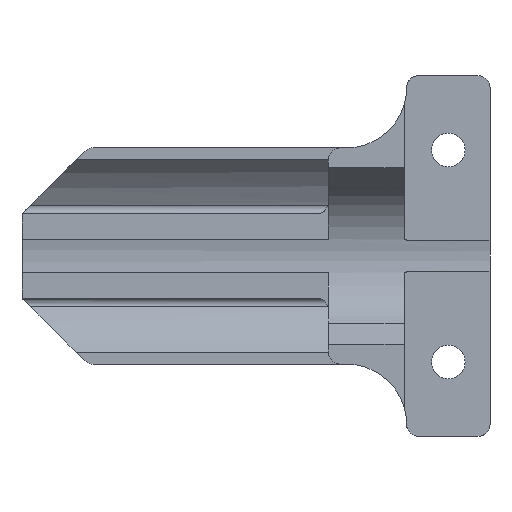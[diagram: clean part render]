
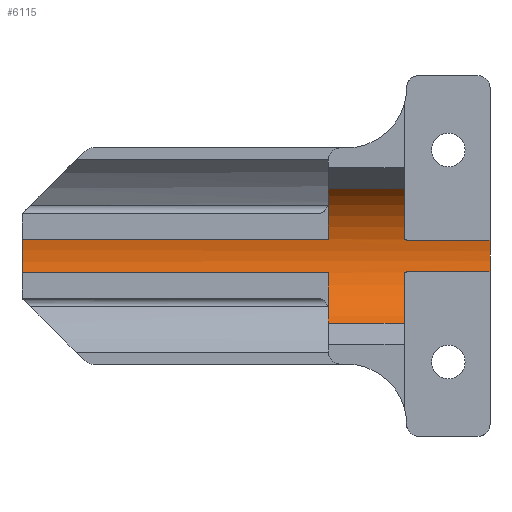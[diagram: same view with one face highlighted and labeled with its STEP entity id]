
A CAD part, front view. The second image highlights one B-rep face of the part: STEP entity #6115.
In plain terms, the highlighted cylindrical face has radius 6.65 mm (diameter 13.3 mm), a partial arc.
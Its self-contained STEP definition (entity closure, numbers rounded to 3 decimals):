
#101 = CARTESIAN_POINT ( 'NONE',  ( -9.97, -2.918, 5.603 ) ) ;
#358 = EDGE_CURVE ( 'NONE', #5572, #1378, #521, .T. ) ;
#521 = CIRCLE ( 'NONE', #2306, 6.65 ) ;
#567 = DIRECTION ( 'NONE',  ( 0., 0., 1. ) ) ;
#667 = ORIENTED_EDGE ( 'NONE', *, *, #8722, .T. ) ;
#669 = ORIENTED_EDGE ( 'NONE', *, *, #8781, .F. ) ;
#709 = DIRECTION ( 'NONE',  ( -1., 0., 0. ) ) ;
#744 = CARTESIAN_POINT ( 'NONE',  ( -3.67, 0., -1.404 ) ) ;
#809 = ORIENTED_EDGE ( 'NONE', *, *, #1536, .F. ) ;
#863 = LINE ( 'NONE', #9394, #1539 ) ;
#945 = ORIENTED_EDGE ( 'NONE', *, *, #3467, .F. ) ;
#1021 = CARTESIAN_POINT ( 'NONE',  ( -0.657, 0., -1.404 ) ) ;
#1065 = ORIENTED_EDGE ( 'NONE', *, *, #358, .T. ) ;
#1191 = DIRECTION ( 'NONE',  ( 1., 0., 0. ) ) ;
#1235 = DIRECTION ( 'NONE',  ( -1., 0., 0. ) ) ;
#1251 = ORIENTED_EDGE ( 'NONE', *, *, #10174, .T. ) ;
#1295 = AXIS2_PLACEMENT_3D ( 'NONE', #5889, #709, #7912 ) ;
#1305 = DIRECTION ( 'NONE',  ( -1., 0., 0. ) ) ;
#1352 = DIRECTION ( 'NONE',  ( 0., 0., 1. ) ) ;
#1366 = ORIENTED_EDGE ( 'NONE', *, *, #11153, .F. ) ;
#1370 = DIRECTION ( 'NONE',  ( 0., 0., 1. ) ) ;
#1378 = VERTEX_POINT ( 'NONE', #13751 ) ;
#1429 = ORIENTED_EDGE ( 'NONE', *, *, #5101, .T. ) ;
#1443 = AXIS2_PLACEMENT_3D ( 'NONE', #1453, #12152, #5727 ) ;
#1453 = CARTESIAN_POINT ( 'NONE',  ( -3.47, -6.5, 0. ) ) ;
#1536 = EDGE_CURVE ( 'NONE', #9325, #9910, #7614, .T. ) ;
#1539 = VECTOR ( 'NONE', #7292, 1000. ) ;
#1715 = VERTEX_POINT ( 'NONE', #2133 ) ;
#1806 = ORIENTED_EDGE ( 'NONE', *, *, #8618, .T. ) ;
#2133 = CARTESIAN_POINT ( 'NONE',  ( -35.47, 0., 1.404 ) ) ;
#2207 = VECTOR ( 'NONE', #12913, 1000. ) ;
#2281 = VERTEX_POINT ( 'NONE', #5044 ) ;
#2306 = AXIS2_PLACEMENT_3D ( 'NONE', #13020, #7724, #1352 ) ;
#2377 = VERTEX_POINT ( 'NONE', #8318 ) ;
#2489 = DIRECTION ( 'NONE',  ( 0., 0., 1. ) ) ;
#2501 = CARTESIAN_POINT ( 'NONE',  ( -0.657, 0., 1.404 ) ) ;
#2532 = VERTEX_POINT ( 'NONE', #12256 ) ;
#2558 = CARTESIAN_POINT ( 'NONE',  ( -3.67, -2.918, -5.603 ) ) ;
#2574 = VERTEX_POINT ( 'NONE', #13433 ) ;
#2784 = CARTESIAN_POINT ( 'NONE',  ( -3.67, -6.5, 0. ) ) ;
#2917 = CARTESIAN_POINT ( 'NONE',  ( -3.47, 0., -1.404 ) ) ;
#2923 = DIRECTION ( 'NONE',  ( -1., 0., 0. ) ) ;
#3047 = VECTOR ( 'NONE', #12004, 1000. ) ;
#3267 = CIRCLE ( 'NONE', #11978, 6.65 ) ;
#3467 = EDGE_CURVE ( 'NONE', #2532, #12128, #10745, .T. ) ;
#3479 = DIRECTION ( 'NONE',  ( -1., 0., 0. ) ) ;
#3526 = AXIS2_PLACEMENT_3D ( 'NONE', #2784, #4614, #5661 ) ;
#3620 = EDGE_CURVE ( 'NONE', #9325, #2377, #8597, .T. ) ;
#3923 = ORIENTED_EDGE ( 'NONE', *, *, #4387, .T. ) ;
#4023 = CARTESIAN_POINT ( 'NONE',  ( -3.47, 0.022, -1.3 ) ) ;
#4115 = VERTEX_POINT ( 'NONE', #2917 ) ;
#4141 = AXIS2_PLACEMENT_3D ( 'NONE', #10117, #5645, #11021 ) ;
#4239 = ORIENTED_EDGE ( 'NONE', *, *, #8692, .F. ) ;
#4255 = DIRECTION ( 'NONE',  ( 1., 0., 0. ) ) ;
#4387 = EDGE_CURVE ( 'NONE', #2281, #4724, #10813, .T. ) ;
#4614 = DIRECTION ( 'NONE',  ( 1., 0., 0. ) ) ;
#4628 = CARTESIAN_POINT ( 'NONE',  ( -3.47, -6.5, 0. ) ) ;
#4724 = VERTEX_POINT ( 'NONE', #7716 ) ;
#4983 = FACE_OUTER_BOUND ( 'NONE', #6159, .T. ) ;
#5044 = CARTESIAN_POINT ( 'NONE',  ( 3.47, 0.022, 1.3 ) ) ;
#5101 = EDGE_CURVE ( 'NONE', #4115, #12128, #11525, .T. ) ;
#5463 = AXIS2_PLACEMENT_3D ( 'NONE', #7945, #3479, #1370 ) ;
#5479 = ORIENTED_EDGE ( 'NONE', *, *, #10486, .F. ) ;
#5489 = ORIENTED_EDGE ( 'NONE', *, *, #8810, .T. ) ;
#5572 = VERTEX_POINT ( 'NONE', #101 ) ;
#5645 = DIRECTION ( 'NONE',  ( 1., 0., 0. ) ) ;
#5661 = DIRECTION ( 'NONE',  ( 0., -1., 0. ) ) ;
#5727 = DIRECTION ( 'NONE',  ( 0., 0., 1. ) ) ;
#5820 = CYLINDRICAL_SURFACE ( 'NONE', #1295, 6.65 ) ;
#5889 = CARTESIAN_POINT ( 'NONE',  ( -0.657, -6.5, 0. ) ) ;
#6019 = CARTESIAN_POINT ( 'NONE',  ( -35.47, 0., -1.404 ) ) ;
#6115 = ADVANCED_FACE ( 'NONE', ( #4983 ), #5820, .F. ) ;
#6159 = EDGE_LOOP ( 'NONE', ( #3923, #9451, #809, #10898, #1366, #1065, #5489, #669, #4239, #667, #1251, #13055, #5479, #1429, #945, #1806 ) ) ;
#6515 = EDGE_CURVE ( 'NONE', #9758, #6927, #13112, .T. ) ;
#6757 = CARTESIAN_POINT ( 'NONE',  ( -0.657, 0., 1.404 ) ) ;
#6927 = VERTEX_POINT ( 'NONE', #744 ) ;
#7066 = VECTOR ( 'NONE', #7672, 1000. ) ;
#7292 = DIRECTION ( 'NONE',  ( 1., 0., 0. ) ) ;
#7319 = VERTEX_POINT ( 'NONE', #6019 ) ;
#7373 = CARTESIAN_POINT ( 'NONE',  ( -3.47, 0., 1.404 ) ) ;
#7605 = DIRECTION ( 'NONE',  ( 0., 0., 1. ) ) ;
#7614 = LINE ( 'NONE', #2501, #2207 ) ;
#7634 = CARTESIAN_POINT ( 'NONE',  ( -9.97, -2.918, -5.603 ) ) ;
#7672 = DIRECTION ( 'NONE',  ( -1., 0., 0. ) ) ;
#7716 = CARTESIAN_POINT ( 'NONE',  ( -3.47, 0.022, 1.3 ) ) ;
#7724 = DIRECTION ( 'NONE',  ( -1., 0., 0. ) ) ;
#7912 = DIRECTION ( 'NONE',  ( 0., 0., 1. ) ) ;
#7945 = CARTESIAN_POINT ( 'NONE',  ( -9.97, -6.5, 0. ) ) ;
#8273 = CARTESIAN_POINT ( 'NONE',  ( -3.67, 0., 1.404 ) ) ;
#8318 = CARTESIAN_POINT ( 'NONE',  ( -3.67, -2.918, 5.603 ) ) ;
#8387 = EDGE_CURVE ( 'NONE', #4724, #9910, #9483, .T. ) ;
#8597 = CIRCLE ( 'NONE', #4141, 6.65 ) ;
#8618 = EDGE_CURVE ( 'NONE', #2532, #2281, #11938, .T. ) ;
#8653 = CARTESIAN_POINT ( 'NONE',  ( 7.424, 0.022, -1.3 ) ) ;
#8692 = EDGE_CURVE ( 'NONE', #13363, #7319, #9490, .T. ) ;
#8722 = EDGE_CURVE ( 'NONE', #13363, #2574, #11711, .T. ) ;
#8781 = EDGE_CURVE ( 'NONE', #7319, #1715, #3267, .T. ) ;
#8784 = CARTESIAN_POINT ( 'NONE',  ( 7.424, 0.022, 1.3 ) ) ;
#8809 = VECTOR ( 'NONE', #1305, 1000. ) ;
#8810 = EDGE_CURVE ( 'NONE', #1378, #1715, #13033, .T. ) ;
#8957 = DIRECTION ( 'NONE',  ( 1., 0., 0. ) ) ;
#8997 = CARTESIAN_POINT ( 'NONE',  ( -35.47, -6.5, 0. ) ) ;
#9325 = VERTEX_POINT ( 'NONE', #8273 ) ;
#9394 = CARTESIAN_POINT ( 'NONE',  ( -9.97, -2.918, 5.603 ) ) ;
#9451 = ORIENTED_EDGE ( 'NONE', *, *, #8387, .T. ) ;
#9483 = CIRCLE ( 'NONE', #1443, 6.65 ) ;
#9490 = LINE ( 'NONE', #1021, #8809 ) ;
#9571 = CARTESIAN_POINT ( 'NONE',  ( -0.657, 0., -1.404 ) ) ;
#9758 = VERTEX_POINT ( 'NONE', #2558 ) ;
#9910 = VERTEX_POINT ( 'NONE', #7373 ) ;
#10117 = CARTESIAN_POINT ( 'NONE',  ( -3.67, -6.5, 0. ) ) ;
#10174 = EDGE_CURVE ( 'NONE', #2574, #9758, #12932, .T. ) ;
#10340 = LINE ( 'NONE', #9571, #10450 ) ;
#10450 = VECTOR ( 'NONE', #2923, 1000. ) ;
#10486 = EDGE_CURVE ( 'NONE', #4115, #6927, #10340, .T. ) ;
#10745 = LINE ( 'NONE', #8653, #11502 ) ;
#10813 = LINE ( 'NONE', #8784, #7066 ) ;
#10898 = ORIENTED_EDGE ( 'NONE', *, *, #3620, .T. ) ;
#11021 = DIRECTION ( 'NONE',  ( 0., -1., 0. ) ) ;
#11153 = EDGE_CURVE ( 'NONE', #5572, #2377, #863, .T. ) ;
#11502 = VECTOR ( 'NONE', #1235, 1000. ) ;
#11525 = CIRCLE ( 'NONE', #13304, 6.65 ) ;
#11550 = CARTESIAN_POINT ( 'NONE',  ( -9.97, 0., -1.404 ) ) ;
#11711 = CIRCLE ( 'NONE', #5463, 6.65 ) ;
#11938 = CIRCLE ( 'NONE', #13039, 6.65 ) ;
#11978 = AXIS2_PLACEMENT_3D ( 'NONE', #8997, #13247, #2489 ) ;
#12004 = DIRECTION ( 'NONE',  ( -1., 0., 0. ) ) ;
#12128 = VERTEX_POINT ( 'NONE', #4023 ) ;
#12152 = DIRECTION ( 'NONE',  ( 1., 0., 0. ) ) ;
#12256 = CARTESIAN_POINT ( 'NONE',  ( 3.47, 0.022, -1.3 ) ) ;
#12647 = VECTOR ( 'NONE', #1191, 1000. ) ;
#12693 = CARTESIAN_POINT ( 'NONE',  ( 3.47, -6.5, 0. ) ) ;
#12913 = DIRECTION ( 'NONE',  ( 1., 0., 0. ) ) ;
#12932 = LINE ( 'NONE', #7634, #12647 ) ;
#13020 = CARTESIAN_POINT ( 'NONE',  ( -9.97, -6.5, 0. ) ) ;
#13033 = LINE ( 'NONE', #6757, #3047 ) ;
#13039 = AXIS2_PLACEMENT_3D ( 'NONE', #12693, #4255, #7605 ) ;
#13055 = ORIENTED_EDGE ( 'NONE', *, *, #6515, .T. ) ;
#13112 = CIRCLE ( 'NONE', #3526, 6.65 ) ;
#13247 = DIRECTION ( 'NONE',  ( 1., 0., 0. ) ) ;
#13304 = AXIS2_PLACEMENT_3D ( 'NONE', #4628, #8957, #567 ) ;
#13363 = VERTEX_POINT ( 'NONE', #11550 ) ;
#13433 = CARTESIAN_POINT ( 'NONE',  ( -9.97, -2.918, -5.603 ) ) ;
#13751 = CARTESIAN_POINT ( 'NONE',  ( -9.97, 0., 1.404 ) ) ;
